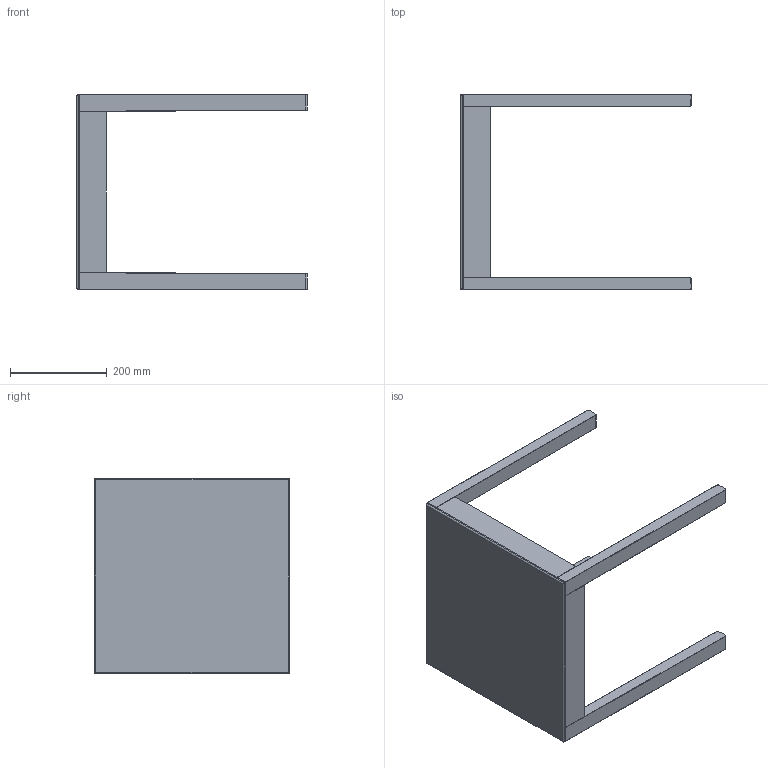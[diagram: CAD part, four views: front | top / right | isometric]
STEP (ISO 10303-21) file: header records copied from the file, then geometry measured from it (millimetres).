
FILE_DESCRIPTION((''),'2;1');
FILE_NAME('ST3N_HOCKER_ASM','2018-10-17T',('user'),(''),'CREO PARAMETRIC BY PTC INC, 2017300','CREO PARAMETRIC BY PTC INC, 2017300','');
FILE_SCHEMA(('CONFIG_CONTROL_DESIGN'));
Length unit declared in the file: millimetre
Products named in the file (10): VZ_V4; VF_R_V4; HOCKERFUSS_2; HOCKER_VZ_2; VF_LINKS_V4; HOCKERFUSS_4; HOCKER_SZ; HOCKER_SZ_2; HOCKERSITZ; ST3N_HOCKER_ASM
Assembly tree (9 placements, depth 2):
  ST3N_HOCKER_ASM
    VZ_V4
    VF_R_V4
    HOCKERFUSS_2
    HOCKER_VZ_2
    VF_LINKS_V4
    HOCKERFUSS_4
    HOCKER_SZ
    HOCKER_SZ_2
    HOCKERSITZ
Bounding box: 475.95 x 403 x 403 mm (x, y, z)
Volume: 4330387.6 mm3; surface area: 837952.9 mm2
Topology: 9 solids, 9 shells, 296 faces, 666 edges, 428 vertices
Faces by surface type: plane 178, cylinder 98, bspline 12, cone 8
Entity records: 9037 total; most frequent: CARTESIAN_POINT 2109, DIRECTION 1436, ORIENTED_EDGE 1332, EDGE_CURVE 666, AXIS2_PLACEMENT_3D 491, VECTOR 454, LINE 454, VERTEX_POINT 428
